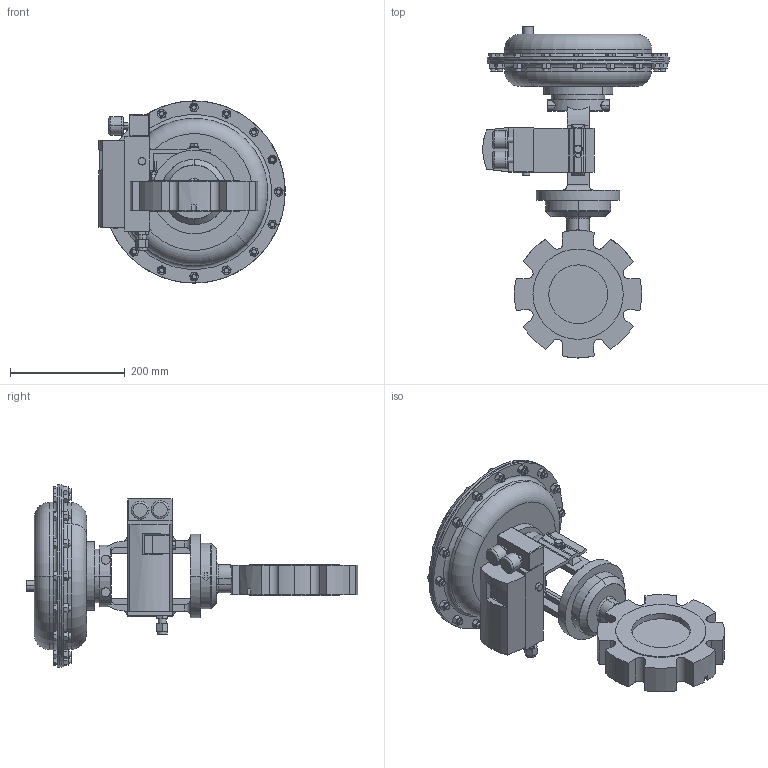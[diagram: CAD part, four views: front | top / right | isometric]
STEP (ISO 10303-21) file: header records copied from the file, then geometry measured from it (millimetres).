
FILE_DESCRIPTION (( 'STEP AP203' ), '1' );
FILE_NAME ('75SP-400-CS+S6-I3-55M-16IQ.step', '2017-10-27T12:45:28', ( '' ), ( '' ), 'SwSTEP 2.0', 'SolidWorks 2014', '' );
FILE_SCHEMA (( 'CONFIG_CONTROL_DESIGN' ));
Length unit declared in the file: inch
Products named in the file (1): 75SP-400-CS+S6-I3-55M-16IQ
Bounding box: 324.83 x 578.58 x 317.5 mm (x, y, z)
Volume: 8999081.7 mm3; surface area: 558484.9 mm2
Topology: 1 solids, 1 shells, 1083 faces, 2554 edges, 1563 vertices
Faces by surface type: plane 482, cone 336, cylinder 186, bspline 51, torus 26, sphere 2
Entity records: 36865 total; most frequent: CARTESIAN_POINT 13058, ORIENTED_EDGE 5100, DIRECTION 4613, EDGE_CURVE 2550, AXIS2_PLACEMENT_3D 1778, VERTEX_POINT 1563, EDGE_LOOP 1185, ADVANCED_FACE 1083
